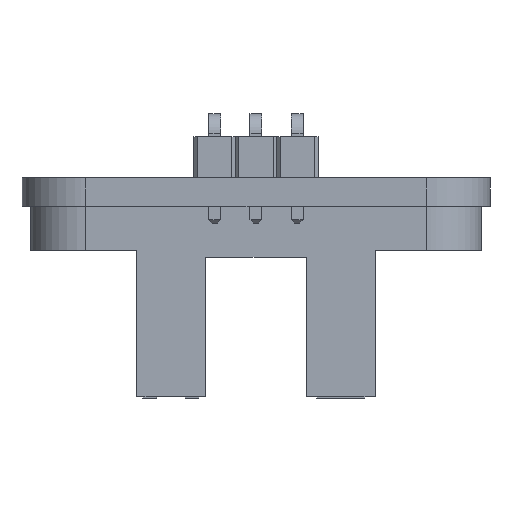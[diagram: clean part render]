
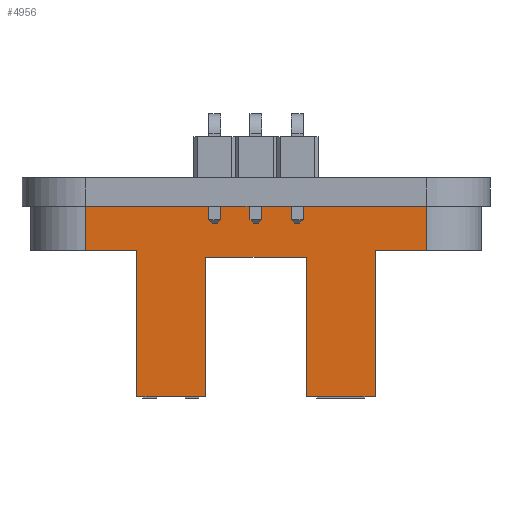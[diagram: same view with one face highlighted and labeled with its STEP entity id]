
A CAD part, front view. The second image highlights one B-rep face of the part: STEP entity #4956.
In plain terms, the highlighted free-form (B-spline) face has degree [1, 1] with [2, 2] control points.
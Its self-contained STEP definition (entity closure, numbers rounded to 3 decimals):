
#3576 = VERTEX_POINT('',#3577);
#3577 = CARTESIAN_POINT('',(11.075,-3.599,
    -2.879));
#3591 = VERTEX_POINT('',#3592);
#3592 = CARTESIAN_POINT('',(11.075,-3.599,0.));
#3598 = EDGE_CURVE('',#3576,#3591,#3599,.T.);
#3599 = B_SPLINE_CURVE_WITH_KNOTS('',1,(#3600,#3601),.UNSPECIFIED.,.F.,
  .F.,(2,2),(0.,2.6),.PIECEWISE_BEZIER_KNOTS.);
#3600 = CARTESIAN_POINT('',(11.075,-3.599,
    -2.879));
#3601 = CARTESIAN_POINT('',(11.075,-3.599,0.));
#4154 = VERTEX_POINT('',#4155);
#4155 = CARTESIAN_POINT('',(-3.267,-3.599,
    -12.404));
#4160 = EDGE_CURVE('',#4154,#4161,#4163,.T.);
#4161 = VERTEX_POINT('',#4162);
#4162 = CARTESIAN_POINT('',(-7.752,-3.599,
    -12.404));
#4163 = B_SPLINE_CURVE_WITH_KNOTS('',1,(#4164,#4165),.UNSPECIFIED.,.F.,
  .F.,(2,2),(-4.05,-0.),.PIECEWISE_BEZIER_KNOTS.);
#4164 = CARTESIAN_POINT('',(-3.267,-3.599,
    -12.404));
#4165 = CARTESIAN_POINT('',(-7.752,-3.599,
    -12.404));
#4564 = EDGE_CURVE('',#4565,#4567,#4569,.T.);
#4565 = VERTEX_POINT('',#4566);
#4566 = CARTESIAN_POINT('',(7.752,-3.599,
    -12.404));
#4567 = VERTEX_POINT('',#4568);
#4568 = CARTESIAN_POINT('',(3.267,-3.599,
    -12.404));
#4569 = B_SPLINE_CURVE_WITH_KNOTS('',1,(#4570,#4571),.UNSPECIFIED.,.F.,
  .F.,(2,2),(-14.,-9.95),.PIECEWISE_BEZIER_KNOTS.);
#4570 = CARTESIAN_POINT('',(7.752,-3.599,
    -12.404));
#4571 = CARTESIAN_POINT('',(3.267,-3.599,
    -12.404));
#4717 = VERTEX_POINT('',#4718);
#4718 = CARTESIAN_POINT('',(7.752,-3.599,
    -2.879));
#4737 = EDGE_CURVE('',#3576,#4717,#4738,.T.);
#4738 = B_SPLINE_CURVE_WITH_KNOTS('',1,(#4739,#4740),.UNSPECIFIED.,.F.,
  .F.,(2,2),(-20.,-17.),.PIECEWISE_BEZIER_KNOTS.);
#4739 = CARTESIAN_POINT('',(11.075,-3.599,
    -2.879));
#4740 = CARTESIAN_POINT('',(7.752,-3.599,
    -2.879));
#4762 = VERTEX_POINT('',#4763);
#4763 = CARTESIAN_POINT('',(-7.752,-3.599,
    -2.879));
#4770 = EDGE_CURVE('',#4762,#4771,#4773,.T.);
#4771 = VERTEX_POINT('',#4772);
#4772 = CARTESIAN_POINT('',(-11.075,-3.599,
    -2.879));
#4773 = B_SPLINE_CURVE_WITH_KNOTS('',1,(#4774,#4775),.UNSPECIFIED.,.F.,
  .F.,(2,2),(-3.,0.),.PIECEWISE_BEZIER_KNOTS.);
#4774 = CARTESIAN_POINT('',(-7.752,-3.599,
    -2.879));
#4775 = CARTESIAN_POINT('',(-11.075,-3.599,
    -2.879));
#4812 = VERTEX_POINT('',#4813);
#4813 = CARTESIAN_POINT('',(-11.075,-3.599,0.));
#4823 = EDGE_CURVE('',#3591,#4812,#4824,.T.);
#4824 = B_SPLINE_CURVE_WITH_KNOTS('',1,(#4825,#4826),.UNSPECIFIED.,.F.,
  .F.,(2,2),(-20.,0.),.PIECEWISE_BEZIER_KNOTS.);
#4825 = CARTESIAN_POINT('',(11.075,-3.599,0.));
#4826 = CARTESIAN_POINT('',(-11.075,-3.599,0.));
#4879 = EDGE_CURVE('',#4771,#4812,#4880,.T.);
#4880 = B_SPLINE_CURVE_WITH_KNOTS('',1,(#4881,#4882),.UNSPECIFIED.,.F.,
  .F.,(2,2),(0.,2.6),.PIECEWISE_BEZIER_KNOTS.);
#4881 = CARTESIAN_POINT('',(-11.075,-3.599,
    -2.879));
#4882 = CARTESIAN_POINT('',(-11.075,-3.599,0.));
#4956 = ADVANCED_FACE('',(#4957),#4995,.F.);
#4957 = FACE_BOUND('',#4958,.T.);
#4958 = EDGE_LOOP('',(#4959,#4968,#4973,#4974,#4979,#4980,#4981,#4982,
    #4983,#4984,#4989,#4990));
#4959 = ORIENTED_EDGE('',*,*,#4960,.F.);
#4960 = EDGE_CURVE('',#4961,#4963,#4965,.T.);
#4961 = VERTEX_POINT('',#4962);
#4962 = CARTESIAN_POINT('',(3.267,-3.599,
    -3.322));
#4963 = VERTEX_POINT('',#4964);
#4964 = CARTESIAN_POINT('',(-3.267,-3.599,
    -3.322));
#4965 = B_SPLINE_CURVE_WITH_KNOTS('',1,(#4966,#4967),.UNSPECIFIED.,.F.,
  .F.,(2,2),(-5.9,-0.),.PIECEWISE_BEZIER_KNOTS.);
#4966 = CARTESIAN_POINT('',(3.267,-3.599,
    -3.322));
#4967 = CARTESIAN_POINT('',(-3.267,-3.599,
    -3.322));
#4968 = ORIENTED_EDGE('',*,*,#4969,.T.);
#4969 = EDGE_CURVE('',#4961,#4567,#4970,.T.);
#4970 = B_SPLINE_CURVE_WITH_KNOTS('',1,(#4971,#4972),.UNSPECIFIED.,.F.,
  .F.,(2,2),(-0.,8.2),.PIECEWISE_BEZIER_KNOTS.);
#4971 = CARTESIAN_POINT('',(3.267,-3.599,
    -3.322));
#4972 = CARTESIAN_POINT('',(3.267,-3.599,
    -12.404));
#4973 = ORIENTED_EDGE('',*,*,#4564,.F.);
#4974 = ORIENTED_EDGE('',*,*,#4975,.T.);
#4975 = EDGE_CURVE('',#4565,#4717,#4976,.T.);
#4976 = B_SPLINE_CURVE_WITH_KNOTS('',1,(#4977,#4978),.UNSPECIFIED.,.F.,
  .F.,(2,2),(0.,8.6),.PIECEWISE_BEZIER_KNOTS.);
#4977 = CARTESIAN_POINT('',(7.752,-3.599,
    -12.404));
#4978 = CARTESIAN_POINT('',(7.752,-3.599,
    -2.879));
#4979 = ORIENTED_EDGE('',*,*,#4737,.F.);
#4980 = ORIENTED_EDGE('',*,*,#3598,.T.);
#4981 = ORIENTED_EDGE('',*,*,#4823,.T.);
#4982 = ORIENTED_EDGE('',*,*,#4879,.F.);
#4983 = ORIENTED_EDGE('',*,*,#4770,.F.);
#4984 = ORIENTED_EDGE('',*,*,#4985,.F.);
#4985 = EDGE_CURVE('',#4161,#4762,#4986,.T.);
#4986 = B_SPLINE_CURVE_WITH_KNOTS('',1,(#4987,#4988),.UNSPECIFIED.,.F.,
  .F.,(2,2),(0.,8.6),.PIECEWISE_BEZIER_KNOTS.);
#4987 = CARTESIAN_POINT('',(-7.752,-3.599,
    -12.404));
#4988 = CARTESIAN_POINT('',(-7.752,-3.599,
    -2.879));
#4989 = ORIENTED_EDGE('',*,*,#4160,.F.);
#4990 = ORIENTED_EDGE('',*,*,#4991,.F.);
#4991 = EDGE_CURVE('',#4963,#4154,#4992,.T.);
#4992 = B_SPLINE_CURVE_WITH_KNOTS('',1,(#4993,#4994),.UNSPECIFIED.,.F.,
  .F.,(2,2),(-0.,8.2),.PIECEWISE_BEZIER_KNOTS.);
#4993 = CARTESIAN_POINT('',(-3.267,-3.599,
    -3.322));
#4994 = CARTESIAN_POINT('',(-3.267,-3.599,
    -12.404));
#4995 = B_SPLINE_SURFACE_WITH_KNOTS('',1,1,(
    (#4996,#4997)
    ,(#4998,#4999
    )),.UNSPECIFIED.,.F.,.F.,.F.,(2,2),(2,2),(-20.,0.),(-8.6,2.6),
  .PIECEWISE_BEZIER_KNOTS.);
#4996 = CARTESIAN_POINT('',(11.075,-3.599,
    -12.404));
#4997 = CARTESIAN_POINT('',(11.075,-3.599,0.));
#4998 = CARTESIAN_POINT('',(-11.075,-3.599,
    -12.404));
#4999 = CARTESIAN_POINT('',(-11.075,-3.599,0.));
